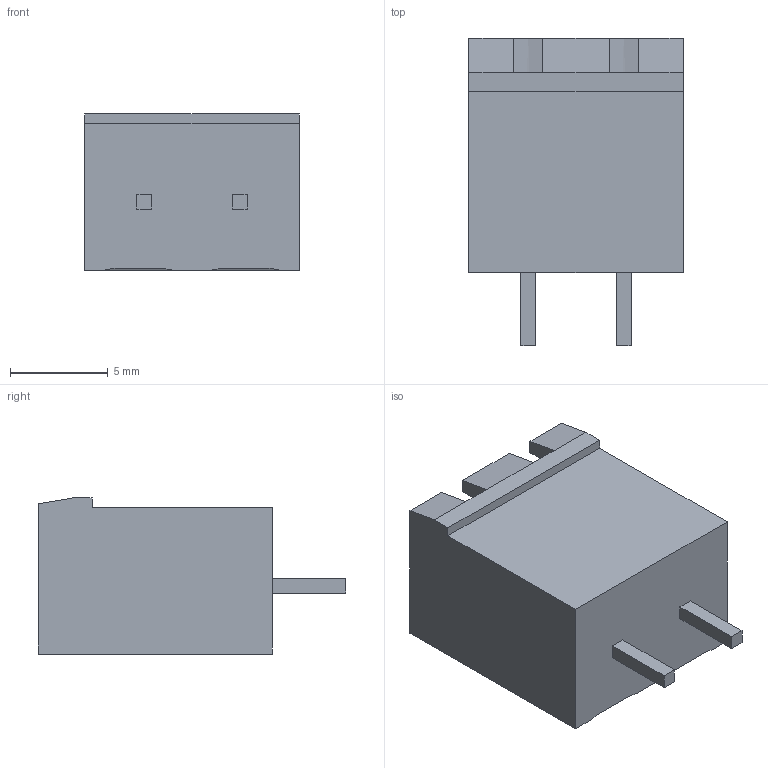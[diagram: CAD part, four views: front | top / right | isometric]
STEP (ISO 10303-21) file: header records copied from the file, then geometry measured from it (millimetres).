
FILE_DESCRIPTION (( 'STEP AP203' ), '1' );
FILE_NAME ('Connecteur_Alim_7V.STEP', '2009-11-05T19:00:16', ( '' ), ( '' ), 'SwSTEP 2.0', 'SolidWorks 2009', '' );
FILE_SCHEMA (( 'CONFIG_CONTROL_DESIGN' ));
Length unit declared in the file: millimetre
Products named in the file (1): Connecteur_Alim_7V
Bounding box: 11 x 15.75 x 8 mm (x, y, z)
Volume: 415.7 mm3; surface area: 1060.9 mm2
Topology: 1 solids, 1 shells, 97 faces, 257 edges, 166 vertices
Faces by surface type: plane 91, cylinder 6
Entity records: 3024 total; most frequent: CARTESIAN_POINT 521, ORIENTED_EDGE 514, DIRECTION 477, EDGE_CURVE 257, VECTOR 233, LINE 233, VERTEX_POINT 166, AXIS2_PLACEMENT_3D 122
